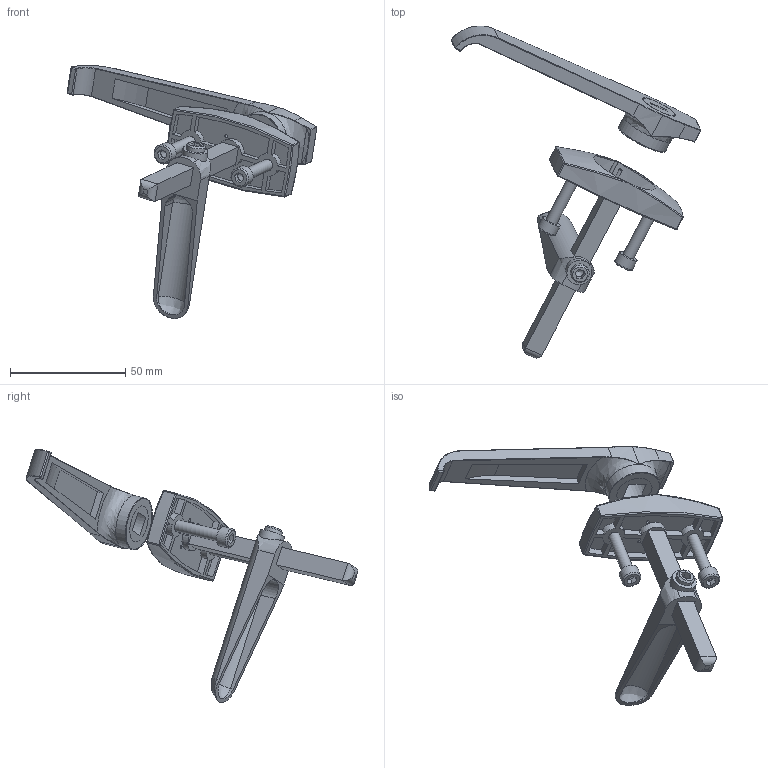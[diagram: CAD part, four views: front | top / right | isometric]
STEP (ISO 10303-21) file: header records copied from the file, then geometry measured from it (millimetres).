
FILE_DESCRIPTION(/* description */ ('Maniglia leva lunga con serratura profili 30-30 con viti'),/* implementation_level */ '2;1');
FILE_NAME(/* name */ 'HHL30-30.stp',/* time_stamp */ '2021-02-19T14:47:32+01:00',/* author */ ('omnitec'),/* organization */ ('Microsoft'),/* preprocessor_version */ 'ST-DEVELOPER v18.1',/* originating_system */ 'Autodesk Inventor 2021',/* authorisation */ '');
FILE_SCHEMA (('AUTOMOTIVE_DESIGN { 1 0 10303 214 3 1 1 }'));
Length unit declared in the file: millimetre
Products named in the file (1): HHL30-30
Bounding box: 108.41 x 144.03 x 109.82 mm (x, y, z)
Surface area: 22695.6 mm2 (no closed solid volume)
Topology: 0 solids, 8 shells, 230 faces, 629 edges, 378 vertices
Faces by surface type: plane 85, cylinder 75, bspline 39, torus 14, sphere 10, cone 7
Full cylindrical faces by diameter (mm): 1.4 x2, 5 x2, 8 x1, 8.5 x2, 11 x1, 16 x1, 23 x1
Entity records: 9999 total; most frequent: CARTESIAN_POINT 4423, DIRECTION 1146, ORIENTED_EDGE 1099, EDGE_CURVE 609, AXIS2_PLACEMENT_3D 425, VERTEX_POINT 378, LINE 296, VECTOR 296
